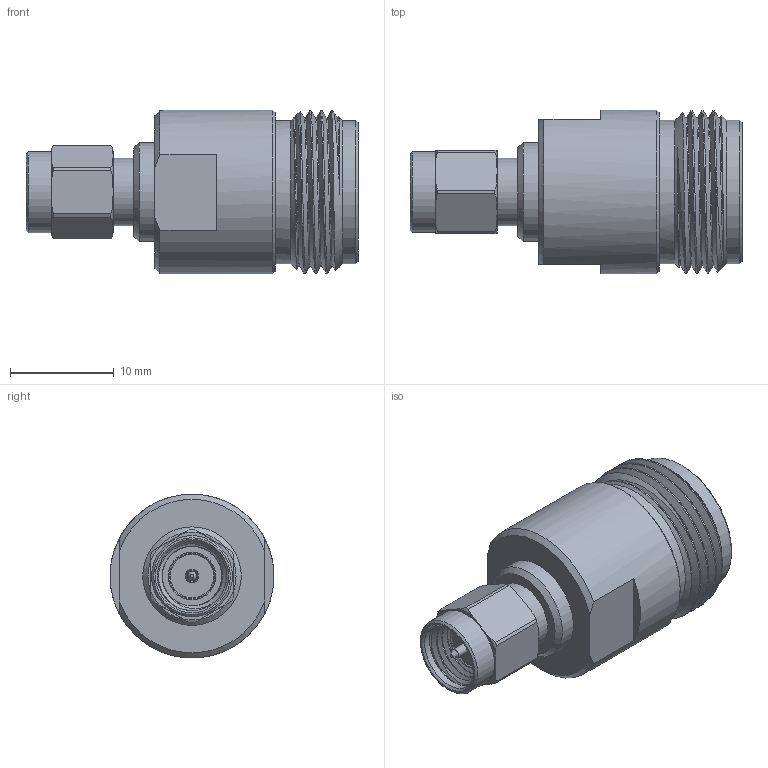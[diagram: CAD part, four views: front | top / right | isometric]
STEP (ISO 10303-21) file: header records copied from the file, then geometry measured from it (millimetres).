
FILE_DESCRIPTION(/* description */ ('Unknown'),/* implementation_level */ '2;1');
FILE_NAME(/* name */ '64403204111000',/* time_stamp */ '2022-11-10T10:42:33+01:00',/* author */ ('Unknown'),/* organization */ ('Unknown'),/* preprocessor_version */ 'ST-DEVELOPER v18.102',/* originating_system */ 'Solid Edge',/* authorisation */ 'Unknown');
FILE_SCHEMA (('AUTOMOTIVE_DESIGN {1 0 10303 214 3 1 1}'));
Length unit declared in the file: millimetre
Products named in the file (1): 64403204111000
Bounding box: 32 x 15.8 x 15.78 mm (x, y, z)
Volume: 3433.1 mm3; surface area: 2648.7 mm2
Topology: 1 solids, 1 shells, 124 faces, 302 edges, 198 vertices
Faces by surface type: plane 54, cone 30, cylinder 28, torus 8, bspline 4
Full cylindrical faces by diameter (mm): 0.92 x1, 1.27 x1, 1.3 x1, 1.55 x1, 2.46 x1, 2.95 x1, 4.58 x2, 6 x1, 6.5 x2, 6.66 x6, 6.98 x1, 7 x1, 7.8 x1, 9.5 x1, 13.8 x2, 15.8 x1
Entity records: 5746 total; most frequent: CARTESIAN_POINT 2449, DIRECTION 502, ORIENTED_EDGE 454, EDGE_CURVE 227, AXIS2_PLACEMENT_3D 225, FACE_BOUND 177, EDGE_LOOP 176, VERTEX_POINT 166
